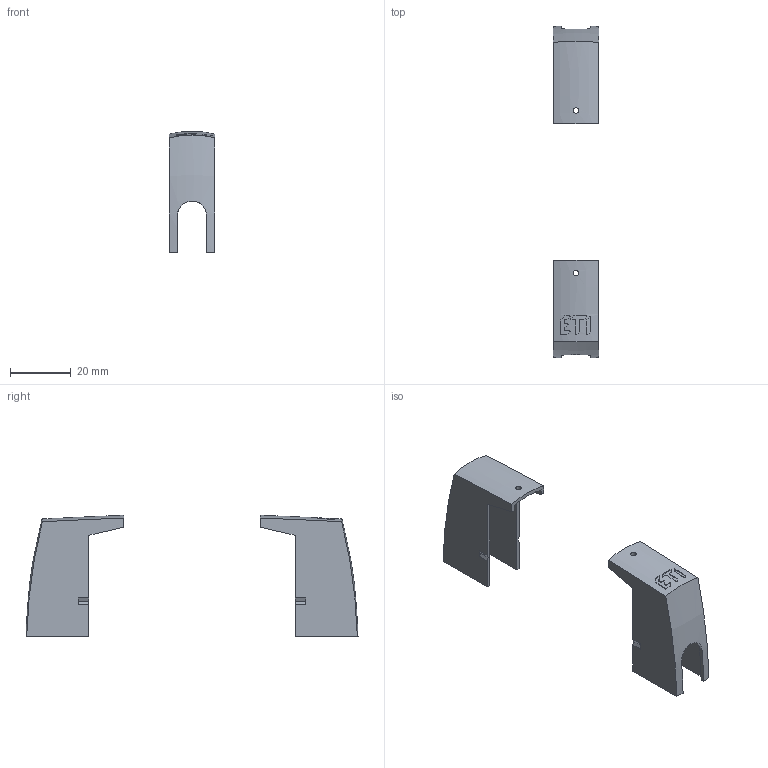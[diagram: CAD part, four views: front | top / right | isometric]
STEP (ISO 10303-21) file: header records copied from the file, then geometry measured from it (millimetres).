
FILE_DESCRIPTION((''),'2;1');
FILE_NAME('004661415_CLBS-EH80-G_ASM_1_ASM','2021-11-29T',('marketing.praksa'),('Audax d.o.o.'),'CREO PARAMETRIC BY PTC INC, 2017480','CREO PARAMETRIC BY PTC INC, 2017480','');
FILE_SCHEMA(('AUTOMOTIVE_DESIGN { 1 0 10303 214 1 1 1 1 }'));
Length unit declared in the file: millimetre
Products named in the file (4): 22941005_01_1_1; 22941005_02_1_1; PRT9562; 004661415_CLBS-EH80-G_ASM_1_ASM
Assembly tree (3 placements, depth 2):
  004661415_CLBS-EH80-G_ASM_1_ASM
    22941005_01_1_1
    22941005_02_1_1
    PRT9562
Bounding box: 15 x 109.49 x 40.01 mm (x, y, z)
Volume: 5321.9 mm3; surface area: 9374.1 mm2
Topology: 5 solids, 5 shells, 157 faces, 460 edges, 316 vertices
Faces by surface type: plane 92, cylinder 57, torus 8
Entity records: 8135 total; most frequent: CARTESIAN_POINT 1714, ORIENTED_EDGE 920, DIRECTION 745, PRESENTATION_STYLE_ASSIGNMENT 570, STYLED_ITEM 519, CURVE_STYLE 460, EDGE_CURVE 460, VERTEX_POINT 316
